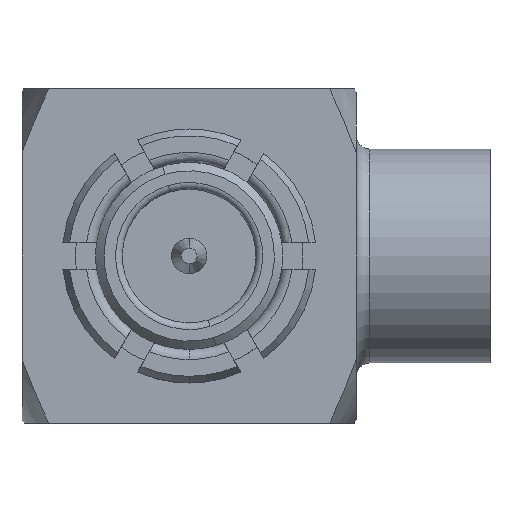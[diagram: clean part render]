
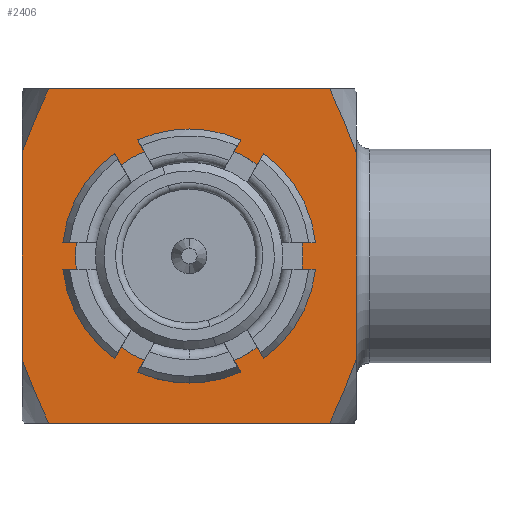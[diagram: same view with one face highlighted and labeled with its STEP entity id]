
A CAD part, left-side view. The second image highlights one B-rep face of the part: STEP entity #2406.
In plain terms, the highlighted planar face has unit normal (-1, 0, 0).
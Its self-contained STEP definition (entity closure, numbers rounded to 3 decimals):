
#6 = VECTOR ( 'NONE', #2730, 1000. ) ;
#33 = CARTESIAN_POINT ( 'NONE',  ( 4.2, -2.102, 2.5 ) ) ;
#116 = EDGE_CURVE ( 'NONE', #3352, #5667, #770, .T. ) ;
#195 = CARTESIAN_POINT ( 'NONE',  ( 4.2, -4.5, 2.5 ) ) ;
#222 = B_SPLINE_CURVE_WITH_KNOTS ( 'NONE', 3,
 ( #6505, #3933, #934, #3460 ),
 .UNSPECIFIED., .F., .F.,
 ( 4, 4 ),
 ( 0.008, 0.009 ),
 .UNSPECIFIED. ) ;
#268 = VERTEX_POINT ( 'NONE', #4579 ) ;
#293 = B_SPLINE_CURVE_WITH_KNOTS ( 'NONE', 3,
 ( #1883, #3885, #3394, #5429 ),
 .UNSPECIFIED., .F., .F.,
 ( 4, 4 ),
 ( 0.003, 0.004 ),
 .UNSPECIFIED. ) ;
#382 = EDGE_CURVE ( 'NONE', #4183, #4418, #6209, .T. ) ;
#588 = CARTESIAN_POINT ( 'NONE',  ( 4.2, 2.246, 2.187 ) ) ;
#677 = EDGE_CURVE ( 'NONE', #3352, #3376, #2710, .T. ) ;
#740 = ORIENTED_EDGE ( 'NONE', *, *, #3765, .T. ) ;
#770 = B_SPLINE_CURVE_WITH_KNOTS ( 'NONE', 3,
 ( #3894, #5393, #2934, #2384 ),
 .UNSPECIFIED., .F., .F.,
 ( 4, 4 ),
 ( 0.003, 0.004 ),
 .UNSPECIFIED. ) ;
#869 = CARTESIAN_POINT ( 'NONE',  ( 4.2, 0., 0. ) ) ;
#934 = CARTESIAN_POINT ( 'NONE',  ( 4.2, -2.246, -2.187 ) ) ;
#1038 = EDGE_CURVE ( 'NONE', #5888, #3199, #4948, .T. ) ;
#1092 = VECTOR ( 'NONE', #4691, 1000. ) ;
#1242 = EDGE_CURVE ( 'NONE', #3698, #5888, #222, .T. ) ;
#1283 = AXIS2_PLACEMENT_3D ( 'NONE', #2171, #5721, #2680 ) ;
#1293 = DIRECTION ( 'NONE',  ( 0., 0., 1. ) ) ;
#1311 = CARTESIAN_POINT ( 'NONE',  ( 4.2, -2.5, 1.547 ) ) ;
#1376 = DIRECTION ( 'NONE',  ( 0., 0., -1. ) ) ;
#1501 = EDGE_LOOP ( 'NONE', ( #740, #3136 ) ) ;
#1566 = EDGE_CURVE ( 'NONE', #4418, #3376, #2766, .T. ) ;
#1598 = CARTESIAN_POINT ( 'NONE',  ( 4.2, 2.102, 2.5 ) ) ;
#1667 = ORIENTED_EDGE ( 'NONE', *, *, #1242, .F. ) ;
#1757 = EDGE_LOOP ( 'NONE', ( #4888, #1667, #2411, #3197, #2428, #3782, #5210, #4246 ) ) ;
#1883 = CARTESIAN_POINT ( 'NONE',  ( 4.2, 2.102, -2.5 ) ) ;
#1901 = CIRCLE ( 'NONE', #5266, 1.7 ) ;
#2171 = CARTESIAN_POINT ( 'NONE',  ( 4.2, 0.625, 0. ) ) ;
#2276 = FACE_OUTER_BOUND ( 'NONE', #1757, .T. ) ;
#2304 = VECTOR ( 'NONE', #1293, 1000. ) ;
#2384 = CARTESIAN_POINT ( 'NONE',  ( 4.2, -2.5, 1.547 ) ) ;
#2395 = CARTESIAN_POINT ( 'NONE',  ( 4.2, 2.102, -2.5 ) ) ;
#2405 = CARTESIAN_POINT ( 'NONE',  ( 4.2, 0., 0. ) ) ;
#2406 = ADVANCED_FACE ( 'NONE', ( #2276, #6327 ), #3050, .F. ) ;
#2411 = ORIENTED_EDGE ( 'NONE', *, *, #6305, .T. ) ;
#2428 = ORIENTED_EDGE ( 'NONE', *, *, #677, .T. ) ;
#2547 = CARTESIAN_POINT ( 'NONE',  ( 4.2, -2.5, -1.547 ) ) ;
#2573 = CARTESIAN_POINT ( 'NONE',  ( 4.2, 2.5, 1.547 ) ) ;
#2598 = CARTESIAN_POINT ( 'NONE',  ( 4.2, 2.382, 1.869 ) ) ;
#2680 = DIRECTION ( 'NONE',  ( 0., 0., -1. ) ) ;
#2710 = LINE ( 'NONE', #195, #6 ) ;
#2730 = DIRECTION ( 'NONE',  ( 0., 1., 0. ) ) ;
#2766 = B_SPLINE_CURVE_WITH_KNOTS ( 'NONE', 3,
 ( #5633, #2598, #588, #4111 ),
 .UNSPECIFIED., .F., .F.,
 ( 4, 4 ),
 ( 0.008, 0.009 ),
 .UNSPECIFIED. ) ;
#2890 = CARTESIAN_POINT ( 'NONE',  ( 4.2, 2.5, -1.547 ) ) ;
#2917 = DIRECTION ( 'NONE',  ( 0., 0., -1. ) ) ;
#2934 = CARTESIAN_POINT ( 'NONE',  ( 4.2, -2.382, 1.87 ) ) ;
#3024 = CARTESIAN_POINT ( 'NONE',  ( 4.2, -2.5, 0. ) ) ;
#3050 = PLANE ( 'NONE',  #1283 ) ;
#3136 = ORIENTED_EDGE ( 'NONE', *, *, #3870, .T. ) ;
#3157 = VECTOR ( 'NONE', #6067, 1000. ) ;
#3181 = EDGE_CURVE ( 'NONE', #3199, #4183, #293, .T. ) ;
#3197 = ORIENTED_EDGE ( 'NONE', *, *, #116, .F. ) ;
#3199 = VERTEX_POINT ( 'NONE', #2395 ) ;
#3253 = CIRCLE ( 'NONE', #5936, 1.7 ) ;
#3352 = VERTEX_POINT ( 'NONE', #33 ) ;
#3376 = VERTEX_POINT ( 'NONE', #1598 ) ;
#3394 = CARTESIAN_POINT ( 'NONE',  ( 4.2, 2.382, -1.87 ) ) ;
#3460 = CARTESIAN_POINT ( 'NONE',  ( 4.2, -2.102, -2.5 ) ) ;
#3515 = CARTESIAN_POINT ( 'NONE',  ( 4.2, -2.102, -2.5 ) ) ;
#3688 = VERTEX_POINT ( 'NONE', #4011 ) ;
#3698 = VERTEX_POINT ( 'NONE', #2547 ) ;
#3765 = EDGE_CURVE ( 'NONE', #268, #3688, #1901, .T. ) ;
#3782 = ORIENTED_EDGE ( 'NONE', *, *, #1566, .F. ) ;
#3870 = EDGE_CURVE ( 'NONE', #3688, #268, #3253, .T. ) ;
#3885 = CARTESIAN_POINT ( 'NONE',  ( 4.2, 2.246, -2.186 ) ) ;
#3894 = CARTESIAN_POINT ( 'NONE',  ( 4.2, -2.102, 2.5 ) ) ;
#3933 = CARTESIAN_POINT ( 'NONE',  ( 4.2, -2.382, -1.869 ) ) ;
#4011 = CARTESIAN_POINT ( 'NONE',  ( 4.2, 0., -1.7 ) ) ;
#4111 = CARTESIAN_POINT ( 'NONE',  ( 4.2, 2.102, 2.5 ) ) ;
#4183 = VERTEX_POINT ( 'NONE', #2890 ) ;
#4246 = ORIENTED_EDGE ( 'NONE', *, *, #3181, .F. ) ;
#4402 = DIRECTION ( 'NONE',  ( 1., 0., 0. ) ) ;
#4418 = VERTEX_POINT ( 'NONE', #2573 ) ;
#4500 = LINE ( 'NONE', #3024, #3157 ) ;
#4579 = CARTESIAN_POINT ( 'NONE',  ( 4.2, 0., 1.7 ) ) ;
#4691 = DIRECTION ( 'NONE',  ( 0., 1., 0. ) ) ;
#4888 = ORIENTED_EDGE ( 'NONE', *, *, #1038, .F. ) ;
#4948 = LINE ( 'NONE', #5223, #1092 ) ;
#5210 = ORIENTED_EDGE ( 'NONE', *, *, #382, .F. ) ;
#5223 = CARTESIAN_POINT ( 'NONE',  ( 4.2, -4.5, -2.5 ) ) ;
#5266 = AXIS2_PLACEMENT_3D ( 'NONE', #869, #4402, #1376 ) ;
#5379 = CARTESIAN_POINT ( 'NONE',  ( 4.2, 2.5, 2.5 ) ) ;
#5393 = CARTESIAN_POINT ( 'NONE',  ( 4.2, -2.246, 2.186 ) ) ;
#5429 = CARTESIAN_POINT ( 'NONE',  ( 4.2, 2.5, -1.547 ) ) ;
#5633 = CARTESIAN_POINT ( 'NONE',  ( 4.2, 2.5, 1.547 ) ) ;
#5667 = VERTEX_POINT ( 'NONE', #1311 ) ;
#5721 = DIRECTION ( 'NONE',  ( 1., 0., 0. ) ) ;
#5888 = VERTEX_POINT ( 'NONE', #3515 ) ;
#5936 = AXIS2_PLACEMENT_3D ( 'NONE', #2405, #5952, #2917 ) ;
#5952 = DIRECTION ( 'NONE',  ( 1., 0., 0. ) ) ;
#6067 = DIRECTION ( 'NONE',  ( 0., 0., 1. ) ) ;
#6209 = LINE ( 'NONE', #5379, #2304 ) ;
#6305 = EDGE_CURVE ( 'NONE', #3698, #5667, #4500, .T. ) ;
#6327 = FACE_BOUND ( 'NONE', #1501, .T. ) ;
#6505 = CARTESIAN_POINT ( 'NONE',  ( 4.2, -2.5, -1.547 ) ) ;
